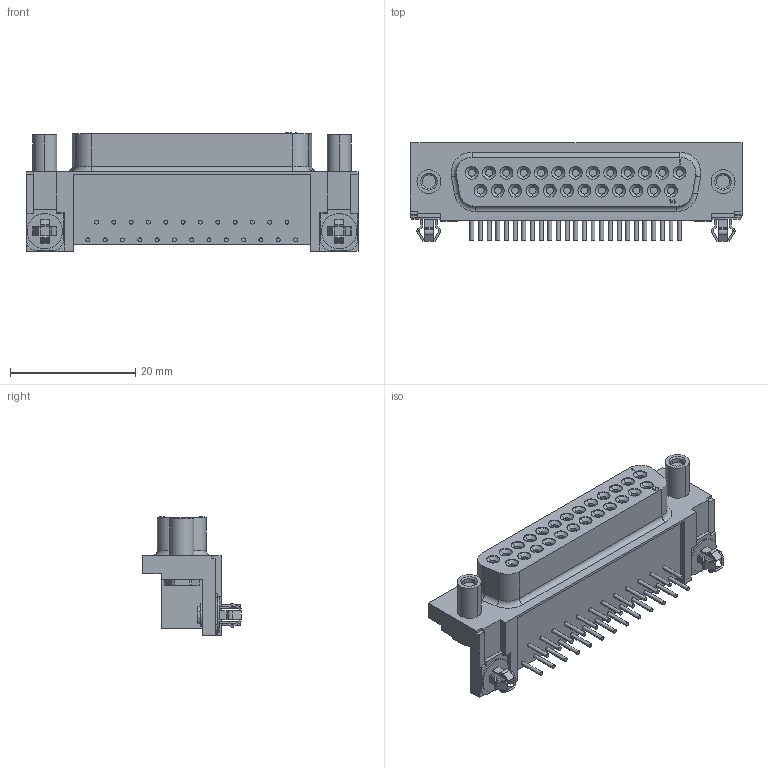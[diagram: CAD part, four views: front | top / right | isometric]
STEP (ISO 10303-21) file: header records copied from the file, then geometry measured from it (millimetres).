
FILE_DESCRIPTION((''),'2;1');
FILE_NAME('C-5747846-6','2017-02-28T',('workeradm'),('Tyco Electronics Ltd.'),'CREO PARAMETRIC BY PTC INC, 2016050','CREO PARAMETRIC BY PTC INC, 2016050','');
FILE_SCHEMA(('AUTOMOTIVE_DESIGN { 1 0 10303 214 1 1 1 1 }'));
Length unit declared in the file: millimetre
Products named in the file (1): C-5747846-6
Bounding box: 53.09 x 15.81 x 18.9 mm (x, y, z)
Volume: 7039.8 mm3; surface area: 4054.9 mm2
Topology: 1 solids, 1 shells, 587 faces, 1392 edges, 886 vertices
Faces by surface type: plane 283, cylinder 246, cone 54, torus 4
Entity records: 16938 total; most frequent: DIRECTION 3082, CARTESIAN_POINT 2867, ORIENTED_EDGE 2784, EDGE_CURVE 1392, AXIS2_PLACEMENT_3D 1103, VERTEX_POINT 886, VECTOR 876, LINE 876
